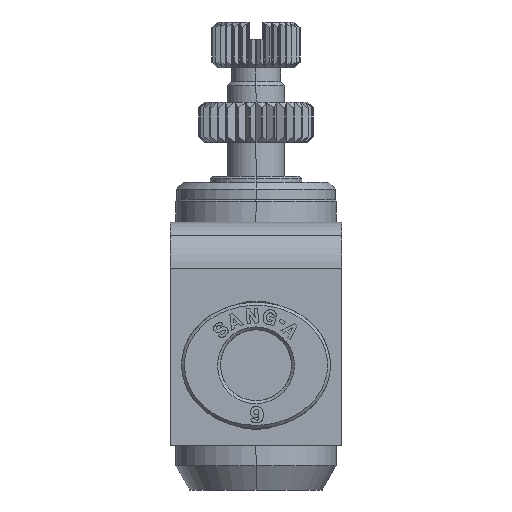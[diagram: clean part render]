
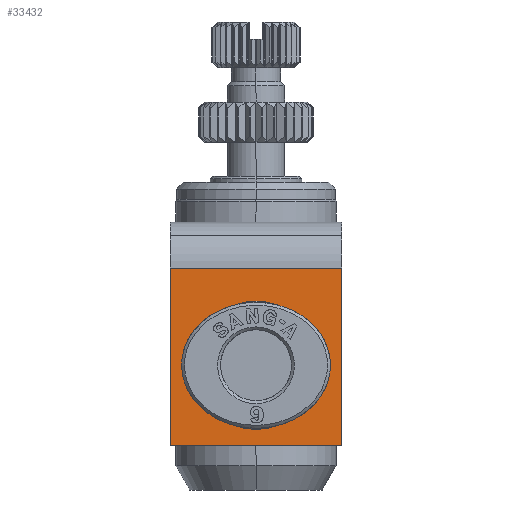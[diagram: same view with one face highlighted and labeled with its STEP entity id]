
A CAD part, left-side view. The second image highlights one B-rep face of the part: STEP entity #33432.
In plain terms, the highlighted planar face has unit normal (-1, 0, 0).
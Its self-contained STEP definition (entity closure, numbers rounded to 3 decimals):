
#736=CARTESIAN_POINT('',(-10.0,5.5,4.85));
#737=VERTEX_POINT('',#736);
#753=CARTESIAN_POINT('',(-10.0,5.5,-6.35));
#754=VERTEX_POINT('',#753);
#761=CARTESIAN_POINT('',(-10.,5.5,-0.75));
#762=DIRECTION('',(1.0,0.0,0.0));
#763=DIRECTION('',(0.0,0.0,1.0));
#764=AXIS2_PLACEMENT_3D('',#761,#762,#763);
#765=CIRCLE('',#764,5.6);
#766=EDGE_CURVE('',#737,#754,#765,.T.);
#29377=CARTESIAN_POINT('',(-10.0,-2.0,-7.75));
#29378=VERTEX_POINT('',#29377);
#29385=CARTESIAN_POINT('',(-10.0,13.0,-7.75));
#29386=VERTEX_POINT('',#29385);
#29387=CARTESIAN_POINT('',(-10.0,13.0,-7.75));
#29388=DIRECTION('',(0.0,-1.0,0.0));
#29389=VECTOR('',#29388,15.0);
#29390=LINE('',#29387,#29389);
#29391=EDGE_CURVE('',#29386,#29378,#29390,.T.);
#32553=CARTESIAN_POINT('',(-10.,5.5,-0.75));
#32554=DIRECTION('',(1.0,0.0,0.0));
#32555=DIRECTION('',(0.0,0.0,1.0));
#32556=AXIS2_PLACEMENT_3D('',#32553,#32554,#32555);
#32557=CIRCLE('',#32556,5.6);
#32558=EDGE_CURVE('',#754,#737,#32557,.T.);
#33297=CARTESIAN_POINT('',(-10.0,-2.0,7.75));
#33298=VERTEX_POINT('',#33297);
#33306=CARTESIAN_POINT('',(-10.0,-2.0,-7.75));
#33307=DIRECTION('',(0.0,0.0,1.0));
#33308=VECTOR('',#33307,15.5);
#33309=LINE('',#33306,#33308);
#33310=EDGE_CURVE('',#29378,#33298,#33309,.T.);
#33393=CARTESIAN_POINT('',(-10.0,13.0,7.75));
#33394=VERTEX_POINT('',#33393);
#33402=CARTESIAN_POINT('',(-10.0,13.0,7.75));
#33403=DIRECTION('',(0.0,-1.0,0.0));
#33404=VECTOR('',#33403,15.0);
#33405=LINE('',#33402,#33404);
#33406=EDGE_CURVE('',#33394,#33298,#33405,.T.);
#33412=CARTESIAN_POINT('',(-10.0,5.5,11.75));
#33413=DIRECTION('',(-1.0,0.0,0.0));
#33414=DIRECTION('',(0.0,0.0,1.0));
#33415=AXIS2_PLACEMENT_3D('',#33412,#33413,#33414);
#33416=PLANE('',#33415);
#33417=ORIENTED_EDGE('',*,*,#33406,.F.);
#33418=CARTESIAN_POINT('',(-10.0,13.0,7.75));
#33419=DIRECTION('',(0.0,0.0,-1.0));
#33420=VECTOR('',#33419,15.5);
#33421=LINE('',#33418,#33420);
#33422=EDGE_CURVE('',#33394,#29386,#33421,.T.);
#33423=ORIENTED_EDGE('',*,*,#33422,.T.);
#33424=ORIENTED_EDGE('',*,*,#29391,.T.);
#33425=ORIENTED_EDGE('',*,*,#33310,.T.);
#33426=EDGE_LOOP('',(#33417,#33423,#33424,#33425));
#33427=FACE_OUTER_BOUND('',#33426,.T.);
#33428=ORIENTED_EDGE('',*,*,#766,.T.);
#33429=ORIENTED_EDGE('',*,*,#32558,.T.);
#33430=EDGE_LOOP('',(#33428,#33429));
#33431=FACE_BOUND('',#33430,.T.);
#33432=ADVANCED_FACE('',(#33427,#33431),#33416,.T.);
